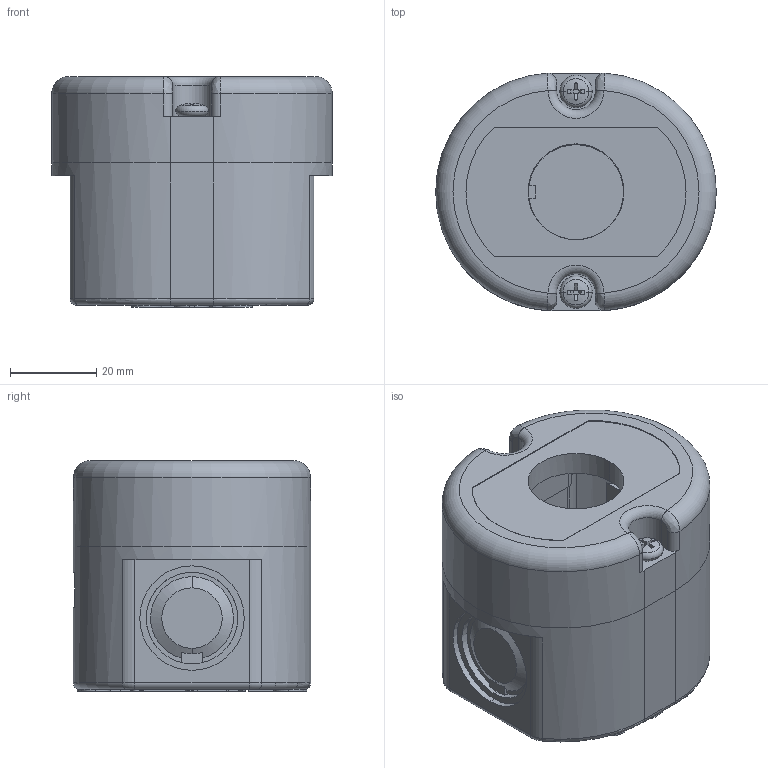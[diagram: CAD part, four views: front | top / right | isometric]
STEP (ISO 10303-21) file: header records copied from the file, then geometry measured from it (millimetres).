
FILE_DESCRIPTION((''),'2;1');
FILE_NAME('004771440_ESE1_V2_ASM','2023-10-09T10:05:16',('klemen.sitar'),('Audax d.o.o.'),'CREO PARAMETRIC BY PTC INC, 2021304','CREO PARAMETRIC BY PTC INC, 2021304','');
FILE_SCHEMA(('AP242_MANAGED_MODEL_BASED_3D_ENGINEERING_MIM_LF { 1 0 10303 442 1 1 4 }'));
Length unit declared in the file: millimetre
Products named in the file (8): TOP_COVER_SINGLE_STATION_FINAL_; BOTTOM_COVER_SINGLE_STATION__WI; HEX_NUT_NEW__1; BOTTOM_COVER_WITH_INSERT_ASM_1_ASM; SELF_TAPPING_SCREW_M4_5_1; SINGLE_STATION_WITH_MH_ASM_1_ASM; SINGLE_STATION_STOP__004771447__ASM; 004771440_ESE1_V2_ASM
Assembly tree (9 placements, depth 5):
  004771440_ESE1_V2_ASM
    SINGLE_STATION_STOP__004771447__ASM
      SINGLE_STATION_WITH_MH_ASM_1_ASM
        TOP_COVER_SINGLE_STATION_FINAL_
        BOTTOM_COVER_WITH_INSERT_ASM_1_ASM
          BOTTOM_COVER_SINGLE_STATION__WI
          HEX_NUT_NEW__1  x2
        SELF_TAPPING_SCREW_M4_5_1  x2
Bounding box: 65 x 55 x 53.5 mm (x, y, z)
Volume: 49383.2 mm3; surface area: 42388.1 mm2
Topology: 6 solids, 7 shells, 906 faces, 2536 edges, 1683 vertices
Faces by surface type: plane 438, cylinder 278, torus 69, cone 60, bspline 35, extrusion 17, sphere 7, revolution 2
Entity records: 38064 total; most frequent: CARTESIAN_POINT 10959, ORIENTED_EDGE 4320, DIRECTION 4263, EDGE_CURVE 2160, PRESENTATION_STYLE_ASSIGNMENT 1641, STYLED_ITEM 1641, AXIS2_PLACEMENT_3D 1599, VERTEX_POINT 1441
